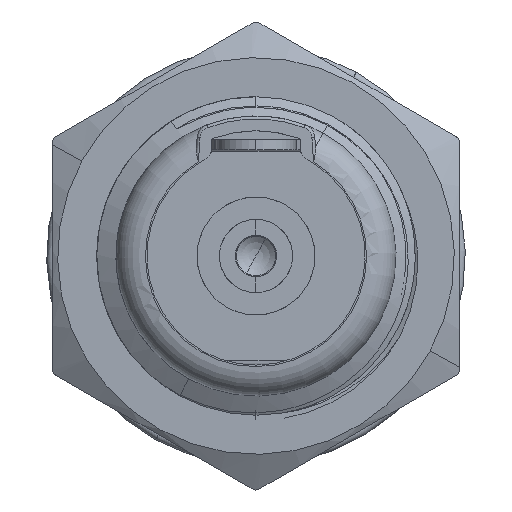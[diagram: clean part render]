
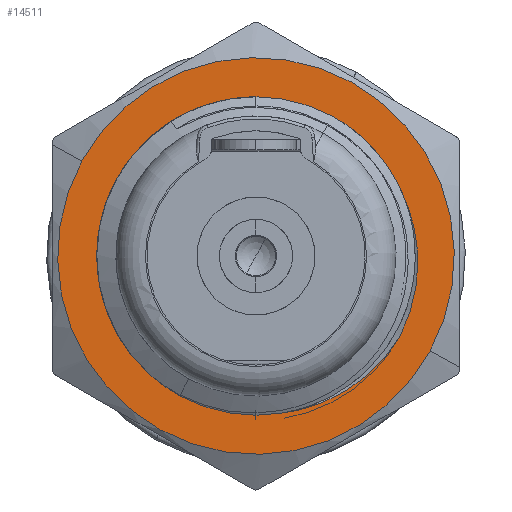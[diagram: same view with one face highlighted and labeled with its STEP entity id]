
A CAD part, front view. The second image highlights one B-rep face of the part: STEP entity #14511.
In plain terms, the highlighted planar face has unit normal (0, -1, 0).
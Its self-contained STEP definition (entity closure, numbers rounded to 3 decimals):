
#14200=AXIS2_PLACEMENT_3D('Circle Axis2P3D',#14198,#14199,$) ;
#14365=AXIS2_PLACEMENT_3D('Circle Axis2P3D',#14363,#14364,$) ;
#14422=AXIS2_PLACEMENT_3D('Plane Axis2P3D',#14419,#14420,#14421) ;
#14493=AXIS2_PLACEMENT_3D('Circle Axis2P3D',#14491,#14492,$) ;
#14500=AXIS2_PLACEMENT_3D('Circle Axis2P3D',#14498,#14499,$) ;
#14195=CARTESIAN_POINT('Vertex',(5.903,-7.45,-3.225)) ;
#14198=CARTESIAN_POINT('Axis2P3D Location',(0.,-7.45,0.)) ;
#14202=CARTESIAN_POINT('Vertex',(-5.903,-7.45,3.225)) ;
#14363=CARTESIAN_POINT('Axis2P3D Location',(0.,-7.45,0.)) ;
#14419=CARTESIAN_POINT('Axis2P3D Location',(0.,-7.45,0.)) ;
#14429=CARTESIAN_POINT('Control Point',(0.,-7.45,5.159)) ;
#14430=CARTESIAN_POINT('Control Point',(-0.326,-7.45,5.146)) ;
#14431=CARTESIAN_POINT('Control Point',(-0.65,-7.45,5.108)) ;
#14432=CARTESIAN_POINT('Control Point',(-0.969,-7.45,5.043)) ;
#14433=CARTESIAN_POINT('Control Point',(-1.282,-7.45,4.954)) ;
#14434=CARTESIAN_POINT('Control Point',(-1.585,-7.45,4.841)) ;
#14435=CARTESIAN_POINT('Vertex',(0.,-7.45,5.159)) ;
#14437=CARTESIAN_POINT('Vertex',(-1.585,-7.45,4.841)) ;
#14441=CARTESIAN_POINT('Control Point',(4.88,-7.45,-2.726)) ;
#14442=CARTESIAN_POINT('Control Point',(5.091,-7.45,-2.312)) ;
#14443=CARTESIAN_POINT('Control Point',(5.26,-7.45,-1.877)) ;
#14444=CARTESIAN_POINT('Control Point',(5.381,-7.45,-1.426)) ;
#14445=CARTESIAN_POINT('Control Point',(5.504,-7.45,-0.66)) ;
#14446=CARTESIAN_POINT('Control Point',(5.492,-7.45,0.111)) ;
#14447=CARTESIAN_POINT('Control Point',(5.465,-7.45,0.418)) ;
#14448=CARTESIAN_POINT('Control Point',(5.322,-7.45,1.329)) ;
#14449=CARTESIAN_POINT('Control Point',(4.99,-7.45,2.193)) ;
#14450=CARTESIAN_POINT('Control Point',(4.689,-7.45,2.732)) ;
#14451=CARTESIAN_POINT('Control Point',(3.946,-7.45,3.708)) ;
#14452=CARTESIAN_POINT('Control Point',(2.964,-7.45,4.434)) ;
#14453=CARTESIAN_POINT('Control Point',(2.426,-7.45,4.723)) ;
#14454=CARTESIAN_POINT('Control Point',(1.612,-7.45,5.019)) ;
#14455=CARTESIAN_POINT('Control Point',(0.765,-7.45,5.143)) ;
#14456=CARTESIAN_POINT('Control Point',(0.51,-7.45,5.164)) ;
#14457=CARTESIAN_POINT('Control Point',(0.254,-7.45,5.17)) ;
#14458=CARTESIAN_POINT('Control Point',(0.,-7.45,5.159)) ;
#14459=CARTESIAN_POINT('Vertex',(4.88,-7.45,-2.726)) ;
#14463=CARTESIAN_POINT('Control Point',(4.88,-7.45,-2.726)) ;
#14464=CARTESIAN_POINT('Control Point',(4.557,-7.45,-3.256)) ;
#14465=CARTESIAN_POINT('Control Point',(4.162,-7.45,-3.74)) ;
#14466=CARTESIAN_POINT('Control Point',(3.703,-7.45,-4.164)) ;
#14467=CARTESIAN_POINT('Control Point',(2.735,-7.45,-4.834)) ;
#14468=CARTESIAN_POINT('Control Point',(1.632,-7.45,-5.225)) ;
#14469=CARTESIAN_POINT('Control Point',(1.092,-7.45,-5.343)) ;
#14470=CARTESIAN_POINT('Control Point',(0.544,-7.45,-5.391)) ;
#14471=CARTESIAN_POINT('Control Point',(0.,-7.45,-5.37)) ;
#14472=CARTESIAN_POINT('Vertex',(0.,-7.45,-5.37)) ;
#14476=CARTESIAN_POINT('Control Point',(0.,-7.45,-5.37)) ;
#14477=CARTESIAN_POINT('Control Point',(-0.608,-7.45,-5.347)) ;
#14478=CARTESIAN_POINT('Control Point',(-1.21,-7.45,-5.237)) ;
#14479=CARTESIAN_POINT('Control Point',(-1.792,-7.45,-5.043)) ;
#14480=CARTESIAN_POINT('Control Point',(-2.88,-7.45,-4.495)) ;
#14481=CARTESIAN_POINT('Control Point',(-3.765,-7.45,-3.669)) ;
#14482=CARTESIAN_POINT('Control Point',(-4.145,-7.45,-3.195)) ;
#14483=CARTESIAN_POINT('Control Point',(-4.55,-7.45,-2.504)) ;
#14484=CARTESIAN_POINT('Control Point',(-4.813,-7.45,-1.757)) ;
#14485=CARTESIAN_POINT('Control Point',(-4.869,-7.45,-1.57)) ;
#14486=CARTESIAN_POINT('Control Point',(-4.916,-7.45,-1.379)) ;
#14487=CARTESIAN_POINT('Control Point',(-4.954,-7.45,-1.188)) ;
#14488=CARTESIAN_POINT('Vertex',(-4.954,-7.45,-1.188)) ;
#14491=CARTESIAN_POINT('Axis2P3D Location',(0.,-7.45,0.)) ;
#14495=CARTESIAN_POINT('Vertex',(-5.094,-7.45,0.)) ;
#14498=CARTESIAN_POINT('Axis2P3D Location',(0.,-7.45,0.)) ;
#14199=DIRECTION('Axis2P3D Direction',(0.,1.,0.)) ;
#14364=DIRECTION('Axis2P3D Direction',(0.,1.,0.)) ;
#14420=DIRECTION('Axis2P3D Direction',(0.,1.,-0.)) ;
#14421=DIRECTION('Axis2P3D XDirection',(-1.,0.,0.)) ;
#14492=DIRECTION('Axis2P3D Direction',(0.,1.,-0.)) ;
#14499=DIRECTION('Axis2P3D Direction',(0.,1.,-0.)) ;
#14425=ORIENTED_EDGE('',*,*,#14204,.F.) ;
#14426=ORIENTED_EDGE('',*,*,#14367,.F.) ;
#14504=ORIENTED_EDGE('',*,*,#14439,.F.) ;
#14505=ORIENTED_EDGE('',*,*,#14461,.F.) ;
#14506=ORIENTED_EDGE('',*,*,#14474,.T.) ;
#14507=ORIENTED_EDGE('',*,*,#14490,.T.) ;
#14508=ORIENTED_EDGE('',*,*,#14497,.T.) ;
#14509=ORIENTED_EDGE('',*,*,#14502,.T.) ;
#14510=FACE_BOUND('',#14503,.T.) ;
#14511=ADVANCED_FACE('nut M11x0,75',(#14427,#14510),#14423,.F.) ;
#14428=B_SPLINE_CURVE_WITH_KNOTS('',5,(#14429,#14430,#14431,#14432,#14433,#14434),.UNSPECIFIED.,.F.,.U.,(6,6),(0.,2.294),.UNSPECIFIED.) ;
#14440=B_SPLINE_CURVE_WITH_KNOTS('',5,(#14441,#14442,#14443,#14444,#14445,#14446,#14447,#14448,#14449,#14450,#14451,#14452,#14453,#14454,#14455,#14456,#14457,#14458),.UNSPECIFIED.,.F.,.U.,(6,3,3,3,3,6),(0.,3.154,5.256,9.458,13.661,15.453),.UNSPECIFIED.) ;
#14462=B_SPLINE_CURVE_WITH_KNOTS('',5,(#14463,#14464,#14465,#14466,#14467,#14468,#14469,#14470,#14471),.UNSPECIFIED.,.F.,.U.,(6,3,6),(0.,4.207,7.966),.UNSPECIFIED.) ;
#14475=B_SPLINE_CURVE_WITH_KNOTS('',5,(#14476,#14477,#14478,#14479,#14480,#14481,#14482,#14483,#14484,#14485,#14486,#14487),.UNSPECIFIED.,.F.,.U.,(6,3,3,6),(0.,4.198,8.399,9.785),.UNSPECIFIED.) ;
#14201=CIRCLE('generated circle',#14200,6.727) ;
#14366=CIRCLE('generated circle',#14365,6.727) ;
#14494=CIRCLE('generated circle',#14493,5.094) ;
#14501=CIRCLE('generated circle',#14500,5.094) ;
#14204=EDGE_CURVE('',#14196,#14203,#14201,.T.) ;
#14367=EDGE_CURVE('',#14203,#14196,#14366,.T.) ;
#14439=EDGE_CURVE('',#14436,#14438,#14428,.T.) ;
#14461=EDGE_CURVE('',#14460,#14436,#14440,.T.) ;
#14474=EDGE_CURVE('',#14460,#14473,#14462,.T.) ;
#14490=EDGE_CURVE('',#14473,#14489,#14475,.T.) ;
#14497=EDGE_CURVE('',#14489,#14496,#14494,.T.) ;
#14502=EDGE_CURVE('',#14496,#14438,#14501,.T.) ;
#14424=EDGE_LOOP('',(#14425,#14426)) ;
#14503=EDGE_LOOP('',(#14504,#14505,#14506,#14507,#14508,#14509)) ;
#14427=FACE_OUTER_BOUND('',#14424,.T.) ;
#14423=PLANE('Plane',#14422) ;
#14196=VERTEX_POINT('',#14195) ;
#14203=VERTEX_POINT('',#14202) ;
#14436=VERTEX_POINT('',#14435) ;
#14438=VERTEX_POINT('',#14437) ;
#14460=VERTEX_POINT('',#14459) ;
#14473=VERTEX_POINT('',#14472) ;
#14489=VERTEX_POINT('',#14488) ;
#14496=VERTEX_POINT('',#14495) ;
